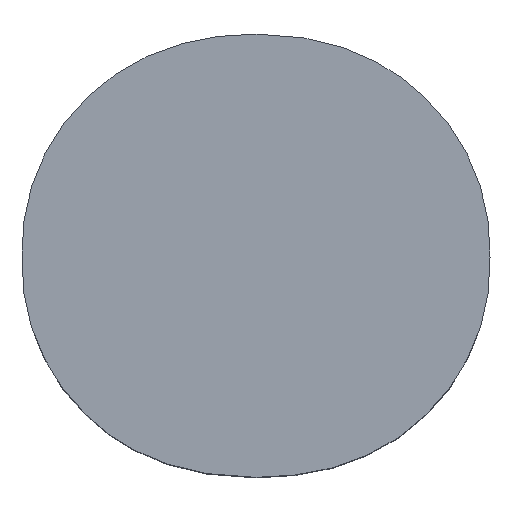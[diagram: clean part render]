
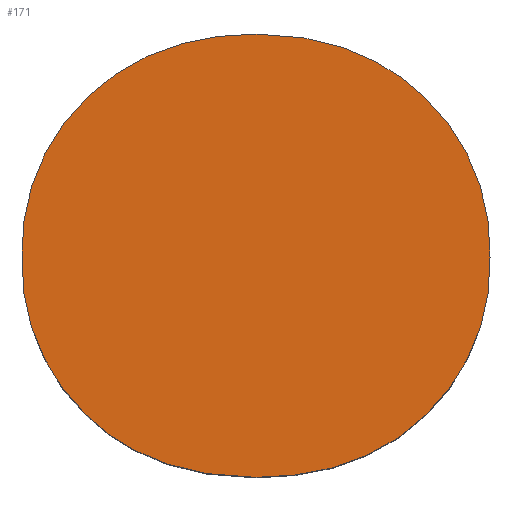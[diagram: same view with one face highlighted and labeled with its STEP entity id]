
A CAD part, top view. The second image highlights one B-rep face of the part: STEP entity #171.
In plain terms, the highlighted planar face has unit normal (0, 0, 1).
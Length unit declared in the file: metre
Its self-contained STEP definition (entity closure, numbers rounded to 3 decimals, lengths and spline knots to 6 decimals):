
#13=PLANE('',#198);
#14=B_SPLINE_CURVE_WITH_KNOTS('',2,(#261,#262,#263),.UNSPECIFIED.,.F.,.F.,
(3,3),(0.,1.),.PIECEWISE_BEZIER_KNOTS.);
#16=B_SPLINE_CURVE_WITH_KNOTS('',2,(#278,#279,#280),.UNSPECIFIED.,.F.,.F.,
(3,3),(0.,1.),.PIECEWISE_BEZIER_KNOTS.);
#18=B_SPLINE_CURVE_WITH_KNOTS('',2,(#307,#308,#309),.UNSPECIFIED.,.F.,.F.,
(3,3),(0.,1.),.PIECEWISE_BEZIER_KNOTS.);
#20=B_SPLINE_CURVE_WITH_KNOTS('',2,(#324,#325,#326),.UNSPECIFIED.,.F.,.F.,
(3,3),(0.,1.),.PIECEWISE_BEZIER_KNOTS.);
#82=ORIENTED_EDGE('',*,*,#90,.F.);
#83=ORIENTED_EDGE('',*,*,#94,.F.);
#84=ORIENTED_EDGE('',*,*,#97,.F.);
#85=ORIENTED_EDGE('',*,*,#100,.F.);
#86=ORIENTED_EDGE('',*,*,#103,.F.);
#87=ORIENTED_EDGE('',*,*,#106,.F.);
#88=ORIENTED_EDGE('',*,*,#109,.F.);
#89=ORIENTED_EDGE('',*,*,#112,.F.);
#90=EDGE_CURVE('',#114,#115,#130,.F.);
#94=EDGE_CURVE('',#118,#114,#132,.F.);
#97=EDGE_CURVE('',#120,#118,#14,.T.);
#100=EDGE_CURVE('',#122,#120,#16,.T.);
#103=EDGE_CURVE('',#124,#122,#134,.F.);
#106=EDGE_CURVE('',#126,#124,#136,.F.);
#109=EDGE_CURVE('',#128,#126,#18,.T.);
#112=EDGE_CURVE('',#115,#128,#20,.T.);
#114=VERTEX_POINT('',#240);
#115=VERTEX_POINT('',#241);
#118=VERTEX_POINT('',#249);
#120=VERTEX_POINT('',#264);
#122=VERTEX_POINT('',#281);
#124=VERTEX_POINT('',#289);
#126=VERTEX_POINT('',#295);
#128=VERTEX_POINT('',#310);
#130=CIRCLE('',#186,0.000412);
#132=CIRCLE('',#189,0.00041);
#134=CIRCLE('',#192,0.00041);
#136=CIRCLE('',#195,0.000412);
#147=EDGE_LOOP('',(#82,#83,#84,#85,#86,#87,#88,#89));
#157=FACE_BOUND('',#147,.T.);
#171=ADVANCED_FACE('',(#157),#13,.T.);
#186=AXIS2_PLACEMENT_3D('',#239,#203,#204);
#189=AXIS2_PLACEMENT_3D('',#248,#211,#212);
#192=AXIS2_PLACEMENT_3D('',#288,#220,#221);
#195=AXIS2_PLACEMENT_3D('',#294,#227,#228);
#198=AXIS2_PLACEMENT_3D('',#331,#235,#236);
#203=DIRECTION('',(0.,0.,1.));
#204=DIRECTION('',(1.,0.,0.));
#211=DIRECTION('',(0.,0.,1.));
#212=DIRECTION('',(1.,0.,0.));
#220=DIRECTION('',(0.,0.,1.));
#221=DIRECTION('',(1.,0.,0.));
#227=DIRECTION('',(0.,0.,1.));
#228=DIRECTION('',(1.,0.,0.));
#235=DIRECTION('',(0.,0.,1.));
#236=DIRECTION('',(1.,0.,0.));
#239=CARTESIAN_POINT('',(0.076466,-0.046586,0.0095));
#240=CARTESIAN_POINT('',(0.076054,-0.0466,0.0095));
#241=CARTESIAN_POINT('',(0.076182,-0.046288,0.0095));
#248=CARTESIAN_POINT('',(0.076464,-0.046614,0.0095));
#249=CARTESIAN_POINT('',(0.076179,-0.046908,0.0095));
#261=CARTESIAN_POINT('',(0.076511,-0.04703,0.0095));
#262=CARTESIAN_POINT('',(0.076305,-0.04703,0.0095));
#263=CARTESIAN_POINT('',(0.076179,-0.046908,0.0095));
#264=CARTESIAN_POINT('',(0.076511,-0.04703,0.0095));
#278=CARTESIAN_POINT('',(0.076843,-0.046908,0.0095));
#279=CARTESIAN_POINT('',(0.076717,-0.04703,0.0095));
#280=CARTESIAN_POINT('',(0.076511,-0.04703,0.0095));
#281=CARTESIAN_POINT('',(0.076843,-0.046908,0.0095));
#288=CARTESIAN_POINT('',(0.076558,-0.046614,0.0095));
#289=CARTESIAN_POINT('',(0.076968,-0.0466,0.0095));
#294=CARTESIAN_POINT('',(0.076556,-0.046586,0.0095));
#295=CARTESIAN_POINT('',(0.07684,-0.046288,0.0095));
#307=CARTESIAN_POINT('',(0.076511,-0.046165,0.0095));
#308=CARTESIAN_POINT('',(0.076712,-0.046165,0.0095));
#309=CARTESIAN_POINT('',(0.07684,-0.046288,0.0095));
#310=CARTESIAN_POINT('',(0.076511,-0.046165,0.0095));
#324=CARTESIAN_POINT('',(0.076182,-0.046288,0.0095));
#325=CARTESIAN_POINT('',(0.07631,-0.046165,0.0095));
#326=CARTESIAN_POINT('',(0.076511,-0.046165,0.0095));
#331=CARTESIAN_POINT('',(0.104891,-0.015824,0.0095));
